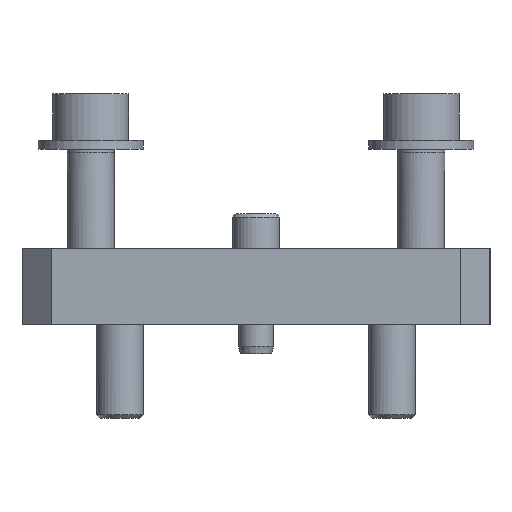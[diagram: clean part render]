
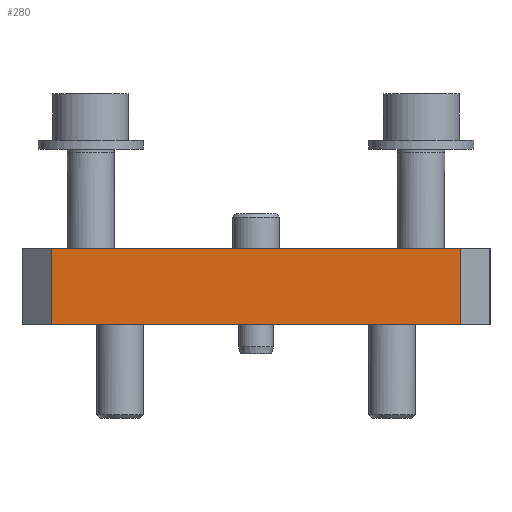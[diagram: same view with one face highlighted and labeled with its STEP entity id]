
A CAD part, left-side view. The second image highlights one B-rep face of the part: STEP entity #280.
In plain terms, the highlighted planar face has unit normal (-1, 0, 0).
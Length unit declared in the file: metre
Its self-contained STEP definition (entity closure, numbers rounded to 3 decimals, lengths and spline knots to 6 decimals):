
#280 = ADVANCED_FACE( '', ( #708 ), #709, .T. );
#708 = FACE_OUTER_BOUND( '', #1373, .T. );
#709 = PLANE( '', #1374 );
#1373 = EDGE_LOOP( '', ( #2173, #2174, #2175, #2176 ) );
#1374 = AXIS2_PLACEMENT_3D( '', #2177, #2178, #2179 );
#2173 = ORIENTED_EDGE( '', *, *, #3250, .T. );
#2174 = ORIENTED_EDGE( '', *, *, #3251, .T. );
#2175 = ORIENTED_EDGE( '', *, *, #3252, .F. );
#2176 = ORIENTED_EDGE( '', *, *, #3210, .T. );
#2177 = CARTESIAN_POINT( '', ( -0.065, -0.04, 0.013 ) );
#2178 = DIRECTION( '', ( -1., 0., 0. ) );
#2179 = DIRECTION( '', ( 0., -1., 0. ) );
#3210 = EDGE_CURVE( '', #3735, #3732, #3736, .T. );
#3250 = EDGE_CURVE( '', #3732, #3795, #3796, .T. );
#3251 = EDGE_CURVE( '', #3795, #3797, #3798, .T. );
#3252 = EDGE_CURVE( '', #3735, #3797, #3799, .T. );
#3732 = VERTEX_POINT( '', #4500 );
#3735 = VERTEX_POINT( '', #4504 );
#3736 = LINE( '', #4505, #4506 );
#3795 = VERTEX_POINT( '', #4615 );
#3796 = LINE( '', #4616, #4617 );
#3797 = VERTEX_POINT( '', #4618 );
#3798 = LINE( '', #4619, #4620 );
#3799 = LINE( '', #4621, #4622 );
#4500 = CARTESIAN_POINT( '', ( -0.065, -0.035, 0.013 ) );
#4504 = CARTESIAN_POINT( '', ( -0.065, -0.035, 0. ) );
#4505 = CARTESIAN_POINT( '', ( -0.065, -0.035, 0.013 ) );
#4506 = VECTOR( '', #5442, 1. );
#4615 = CARTESIAN_POINT( '', ( -0.065, 0.035, 0.013 ) );
#4616 = CARTESIAN_POINT( '', ( -0.065, -0.04, 0.013 ) );
#4617 = VECTOR( '', #5484, 1. );
#4618 = CARTESIAN_POINT( '', ( -0.065, 0.035, 0. ) );
#4619 = CARTESIAN_POINT( '', ( -0.065, 0.035, 0.013 ) );
#4620 = VECTOR( '', #5485, 1. );
#4621 = CARTESIAN_POINT( '', ( -0.065, -0.04, 0. ) );
#4622 = VECTOR( '', #5486, 1. );
#5442 = DIRECTION( '', ( 0., 0., 1. ) );
#5484 = DIRECTION( '', ( 0., 1., 0. ) );
#5485 = DIRECTION( '', ( 0., 0., -1. ) );
#5486 = DIRECTION( '', ( 0., 1., 0. ) );
